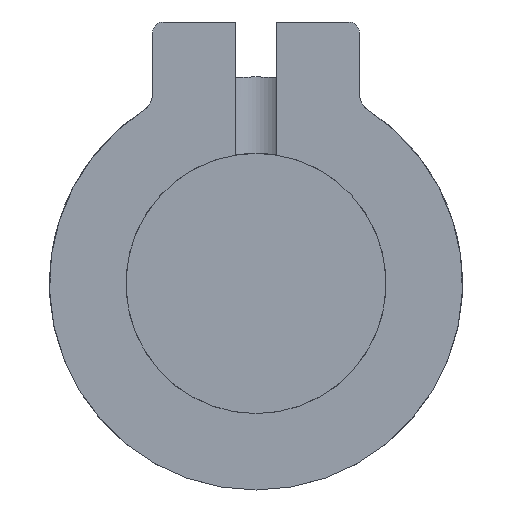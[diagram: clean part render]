
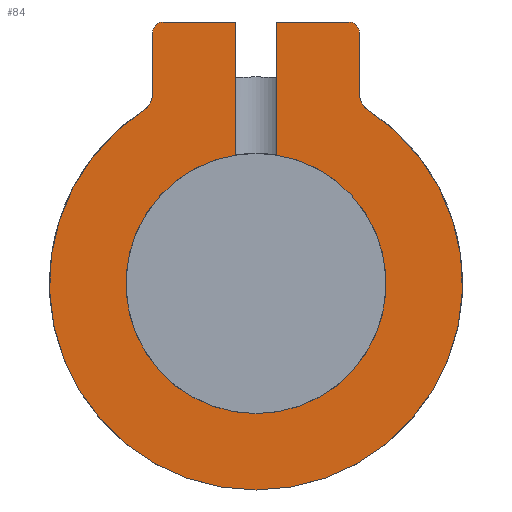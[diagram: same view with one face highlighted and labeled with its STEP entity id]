
A CAD part, front view. The second image highlights one B-rep face of the part: STEP entity #84.
In plain terms, the highlighted planar face has unit normal (0, -1, 0).
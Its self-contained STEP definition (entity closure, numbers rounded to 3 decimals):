
#65 = DIRECTION ( 'NONE',  ( 0., 1., 0. ) ) ;
#66 = CARTESIAN_POINT ( 'NONE',  ( -10., 0., 25.321 ) ) ;
#84 = ADVANCED_FACE ( 'NONE', ( #957 ), #1682, .F. ) ;
#101 = DIRECTION ( 'NONE',  ( 0., 0., -1. ) ) ;
#109 = CARTESIAN_POINT ( 'NONE',  ( 2., 0., 12.44 ) ) ;
#128 = ORIENTED_EDGE ( 'NONE', *, *, #466, .T. ) ;
#131 = ORIENTED_EDGE ( 'NONE', *, *, #1409, .T. ) ;
#142 = AXIS2_PLACEMENT_3D ( 'NONE', #289, #1323, #1105 ) ;
#177 = ORIENTED_EDGE ( 'NONE', *, *, #1204, .F. ) ;
#235 = VECTOR ( 'NONE', #101, 1000. ) ;
#266 = CIRCLE ( 'NONE', #831, 2. ) ;
#274 = CIRCLE ( 'NONE', #2473, 1. ) ;
#282 = VERTEX_POINT ( 'NONE', #2386 ) ;
#289 = CARTESIAN_POINT ( 'NONE',  ( 0., 0., 0. ) ) ;
#346 = CARTESIAN_POINT ( 'NONE',  ( 10., 0., 24.321 ) ) ;
#414 = DIRECTION ( 'NONE',  ( 0., 0., 1. ) ) ;
#418 = VECTOR ( 'NONE', #2050, 1000. ) ;
#466 = EDGE_CURVE ( 'NONE', #891, #1194, #274, .T. ) ;
#479 = CARTESIAN_POINT ( 'NONE',  ( -10., 0., 25.321 ) ) ;
#489 = DIRECTION ( 'NONE',  ( 0., 0., -1. ) ) ;
#521 = CARTESIAN_POINT ( 'NONE',  ( 0., 0., 0. ) ) ;
#526 = VERTEX_POINT ( 'NONE', #1656 ) ;
#581 = CIRCLE ( 'NONE', #935, 1. ) ;
#617 = CARTESIAN_POINT ( 'NONE',  ( -12., 0., 18.439 ) ) ;
#634 = CARTESIAN_POINT ( 'NONE',  ( 9., 0., 24.321 ) ) ;
#636 = CARTESIAN_POINT ( 'NONE',  ( -10.909, 0., 16.763 ) ) ;
#644 = VERTEX_POINT ( 'NONE', #1093 ) ;
#656 = DIRECTION ( 'NONE',  ( 0., 0., 1. ) ) ;
#699 = VERTEX_POINT ( 'NONE', #1476 ) ;
#717 = CARTESIAN_POINT ( 'NONE',  ( -2., 0., 10.321 ) ) ;
#720 = CIRCLE ( 'NONE', #861, 12.6 ) ;
#747 = ORIENTED_EDGE ( 'NONE', *, *, #1715, .T. ) ;
#784 = CARTESIAN_POINT ( 'NONE',  ( 0., 0., -20. ) ) ;
#805 = EDGE_CURVE ( 'NONE', #644, #1090, #1462, .T. ) ;
#831 = AXIS2_PLACEMENT_3D ( 'NONE', #2307, #1710, #656 ) ;
#834 = CARTESIAN_POINT ( 'NONE',  ( 9., 0., 25.321 ) ) ;
#842 = LINE ( 'NONE', #1074, #2541 ) ;
#857 = ORIENTED_EDGE ( 'NONE', *, *, #1463, .F. ) ;
#861 = AXIS2_PLACEMENT_3D ( 'NONE', #1752, #932, #489 ) ;
#874 = DIRECTION ( 'NONE',  ( 0., 0., 1. ) ) ;
#891 = VERTEX_POINT ( 'NONE', #346 ) ;
#907 = CARTESIAN_POINT ( 'NONE',  ( -9., 0., 25.321 ) ) ;
#911 = LINE ( 'NONE', #1466, #418 ) ;
#920 = DIRECTION ( 'NONE',  ( -1., 0., 0. ) ) ;
#932 = DIRECTION ( 'NONE',  ( 0., -1., 0. ) ) ;
#935 = AXIS2_PLACEMENT_3D ( 'NONE', #2490, #1647, #2064 ) ;
#957 = FACE_OUTER_BOUND ( 'NONE', #2531, .T. ) ;
#967 = DIRECTION ( 'NONE',  ( 0., 1., 0. ) ) ;
#973 = DIRECTION ( 'NONE',  ( 0., 0., 1. ) ) ;
#1035 = AXIS2_PLACEMENT_3D ( 'NONE', #1258, #65, #874 ) ;
#1074 = CARTESIAN_POINT ( 'NONE',  ( -10., 0., 25.321 ) ) ;
#1085 = ORIENTED_EDGE ( 'NONE', *, *, #1851, .T. ) ;
#1090 = VERTEX_POINT ( 'NONE', #784 ) ;
#1093 = CARTESIAN_POINT ( 'NONE',  ( 10.909, 0., 16.763 ) ) ;
#1097 = CARTESIAN_POINT ( 'NONE',  ( -2., 0., 12.44 ) ) ;
#1098 = DIRECTION ( 'NONE',  ( 0., 0., -1. ) ) ;
#1100 = ORIENTED_EDGE ( 'NONE', *, *, #805, .F. ) ;
#1105 = DIRECTION ( 'NONE',  ( 0., 0., -1. ) ) ;
#1161 = AXIS2_PLACEMENT_3D ( 'NONE', #521, #967, #973 ) ;
#1162 = ORIENTED_EDGE ( 'NONE', *, *, #1214, .T. ) ;
#1194 = VERTEX_POINT ( 'NONE', #834 ) ;
#1200 = CIRCLE ( 'NONE', #142, 12.6 ) ;
#1204 = EDGE_CURVE ( 'NONE', #1090, #2557, #2275, .T. ) ;
#1214 = EDGE_CURVE ( 'NONE', #1194, #699, #842, .T. ) ;
#1224 = DIRECTION ( 'NONE',  ( 0., 1., 0. ) ) ;
#1258 = CARTESIAN_POINT ( 'NONE',  ( 0., 0., 0. ) ) ;
#1268 = VECTOR ( 'NONE', #1098, 1000. ) ;
#1298 = LINE ( 'NONE', #66, #1268 ) ;
#1323 = DIRECTION ( 'NONE',  ( 0., -1., 0. ) ) ;
#1375 = CARTESIAN_POINT ( 'NONE',  ( 0., 0., -12.6 ) ) ;
#1395 = AXIS2_PLACEMENT_3D ( 'NONE', #2079, #1691, #1894 ) ;
#1409 = EDGE_CURVE ( 'NONE', #282, #1413, #2278, .T. ) ;
#1413 = VERTEX_POINT ( 'NONE', #907 ) ;
#1461 = VECTOR ( 'NONE', #2157, 1000. ) ;
#1462 = CIRCLE ( 'NONE', #1161, 20. ) ;
#1463 = EDGE_CURVE ( 'NONE', #2682, #2063, #720, .T. ) ;
#1466 = CARTESIAN_POINT ( 'NONE',  ( 2., 0., 10.321 ) ) ;
#1474 = VERTEX_POINT ( 'NONE', #1097 ) ;
#1476 = CARTESIAN_POINT ( 'NONE',  ( 2., 0., 25.321 ) ) ;
#1573 = CARTESIAN_POINT ( 'NONE',  ( 10., 0., 18.439 ) ) ;
#1647 = DIRECTION ( 'NONE',  ( 0., -1., 0. ) ) ;
#1656 = CARTESIAN_POINT ( 'NONE',  ( -10., 0., 18.439 ) ) ;
#1662 = VERTEX_POINT ( 'NONE', #1573 ) ;
#1682 = PLANE ( 'NONE',  #1395 ) ;
#1691 = DIRECTION ( 'NONE',  ( 0., 1., 0. ) ) ;
#1707 = ORIENTED_EDGE ( 'NONE', *, *, #2325, .T. ) ;
#1710 = DIRECTION ( 'NONE',  ( 0., 1., 0. ) ) ;
#1715 = EDGE_CURVE ( 'NONE', #526, #2557, #2308, .T. ) ;
#1728 = VECTOR ( 'NONE', #920, 1000. ) ;
#1752 = CARTESIAN_POINT ( 'NONE',  ( 0., 0., 0. ) ) ;
#1771 = ORIENTED_EDGE ( 'NONE', *, *, #1954, .T. ) ;
#1773 = AXIS2_PLACEMENT_3D ( 'NONE', #617, #1224, #2502 ) ;
#1805 = CARTESIAN_POINT ( 'NONE',  ( -10., 0., 24.321 ) ) ;
#1831 = EDGE_CURVE ( 'NONE', #1413, #2519, #581, .T. ) ;
#1851 = EDGE_CURVE ( 'NONE', #644, #1662, #266, .T. ) ;
#1894 = DIRECTION ( 'NONE',  ( 0., 0., 1. ) ) ;
#1904 = ORIENTED_EDGE ( 'NONE', *, *, #1918, .F. ) ;
#1918 = EDGE_CURVE ( 'NONE', #1474, #2682, #1200, .T. ) ;
#1948 = CARTESIAN_POINT ( 'NONE',  ( 10., 0., 25.321 ) ) ;
#1954 = EDGE_CURVE ( 'NONE', #2519, #526, #1298, .T. ) ;
#2021 = LINE ( 'NONE', #1948, #1461 ) ;
#2050 = DIRECTION ( 'NONE',  ( 0., 0., 1. ) ) ;
#2061 = ORIENTED_EDGE ( 'NONE', *, *, #1831, .T. ) ;
#2063 = VERTEX_POINT ( 'NONE', #109 ) ;
#2064 = DIRECTION ( 'NONE',  ( 0., 0., 1. ) ) ;
#2068 = DIRECTION ( 'NONE',  ( 0., -1., 0. ) ) ;
#2079 = CARTESIAN_POINT ( 'NONE',  ( 0., 0., 0. ) ) ;
#2157 = DIRECTION ( 'NONE',  ( 0., 0., 1. ) ) ;
#2188 = LINE ( 'NONE', #717, #235 ) ;
#2261 = EDGE_CURVE ( 'NONE', #2063, #699, #911, .T. ) ;
#2275 = CIRCLE ( 'NONE', #1035, 20. ) ;
#2278 = LINE ( 'NONE', #479, #1728 ) ;
#2307 = CARTESIAN_POINT ( 'NONE',  ( 12., 0., 18.439 ) ) ;
#2308 = CIRCLE ( 'NONE', #1773, 2. ) ;
#2325 = EDGE_CURVE ( 'NONE', #1662, #891, #2021, .T. ) ;
#2342 = ORIENTED_EDGE ( 'NONE', *, *, #2261, .F. ) ;
#2386 = CARTESIAN_POINT ( 'NONE',  ( -2., 0., 25.321 ) ) ;
#2473 = AXIS2_PLACEMENT_3D ( 'NONE', #634, #2068, #414 ) ;
#2480 = EDGE_CURVE ( 'NONE', #282, #1474, #2188, .T. ) ;
#2490 = CARTESIAN_POINT ( 'NONE',  ( -9., 0., 24.321 ) ) ;
#2502 = DIRECTION ( 'NONE',  ( 0., 0., 1. ) ) ;
#2519 = VERTEX_POINT ( 'NONE', #1805 ) ;
#2531 = EDGE_LOOP ( 'NONE', ( #131, #2061, #1771, #747, #177, #1100, #1085, #1707, #128, #1162, #2342, #857, #1904, #2556 ) ) ;
#2541 = VECTOR ( 'NONE', #2551, 1000. ) ;
#2551 = DIRECTION ( 'NONE',  ( -1., 0., 0. ) ) ;
#2556 = ORIENTED_EDGE ( 'NONE', *, *, #2480, .F. ) ;
#2557 = VERTEX_POINT ( 'NONE', #636 ) ;
#2682 = VERTEX_POINT ( 'NONE', #1375 ) ;
